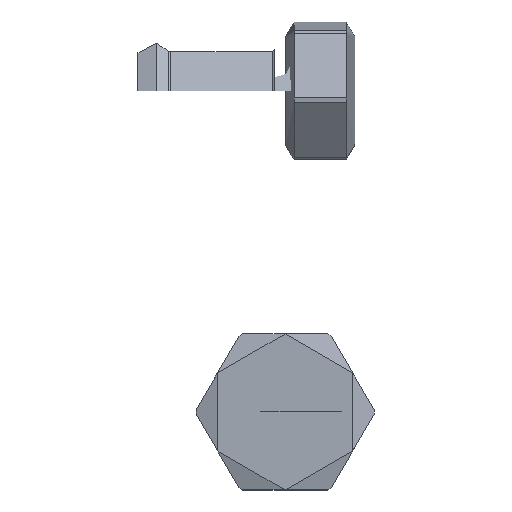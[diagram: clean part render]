
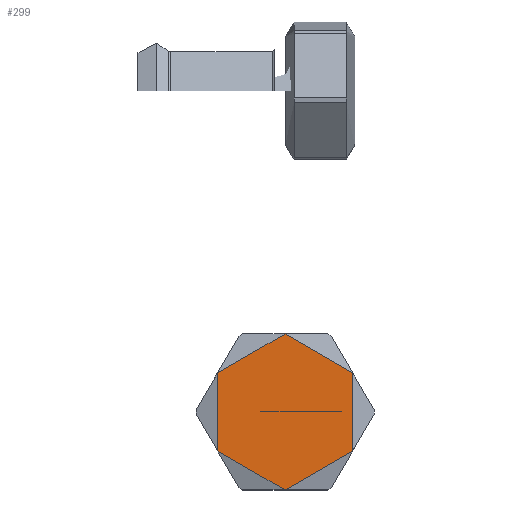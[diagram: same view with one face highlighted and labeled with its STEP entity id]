
A CAD part, front view. The second image highlights one B-rep face of the part: STEP entity #299.
In plain terms, the highlighted free-form (B-spline) face has degree [1, 1] with [2, 2] control points.
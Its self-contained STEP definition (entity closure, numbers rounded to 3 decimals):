
#191 = EDGE_CURVE('',#192,#192,#194,.T.);
#192 = VERTEX_POINT('',#193);
#193 = CARTESIAN_POINT('',(12.925,0.,
    0.));
#194 = ( BOUNDED_CURVE() B_SPLINE_CURVE(2,(#195,#196,#197,#198,#199,#200
,#201,#202,#203),.UNSPECIFIED.,.T.,.F.) B_SPLINE_CURVE_WITH_KNOTS((3,2,2
    ,2,3),(-3.142,-1.571,0.,1.571,
3.142),.UNSPECIFIED.) CURVE() GEOMETRIC_REPRESENTATION_ITEM() 
RATIONAL_B_SPLINE_CURVE((1.,0.707,1.,0.707,1.,
0.707,1.,0.707,1.)) REPRESENTATION_ITEM('') );
#195 = CARTESIAN_POINT('',(12.925,0.,
    0.));
#196 = CARTESIAN_POINT('',(12.925,0.,
    12.925));
#197 = CARTESIAN_POINT('',(0.,0.,
    12.925));
#198 = CARTESIAN_POINT('',(-12.925,0.,
    12.925));
#199 = CARTESIAN_POINT('',(-12.925,0.,
    0.));
#200 = CARTESIAN_POINT('',(-12.925,0.,
    -12.925));
#201 = CARTESIAN_POINT('',(0.,0.,
    -12.925));
#202 = CARTESIAN_POINT('',(12.925,0.,
    -12.925));
#203 = CARTESIAN_POINT('',(12.925,0.,
    0.));
#299 = ADVANCED_FACE('',(#300,#350),#353,.T.);
#300 = FACE_BOUND('',#301,.T.);
#301 = EDGE_LOOP('',(#302,#312,#320,#328,#336,#344));
#302 = ORIENTED_EDGE('',*,*,#303,.F.);
#303 = EDGE_CURVE('',#304,#306,#308,.T.);
#304 = VERTEX_POINT('',#305);
#305 = CARTESIAN_POINT('',(-15.588,0.,-9.));
#306 = VERTEX_POINT('',#307);
#307 = CARTESIAN_POINT('',(-15.588,0.,9.));
#308 = ( BOUNDED_CURVE() B_SPLINE_CURVE(2,(#309,#310,#311),
.UNSPECIFIED.,.F.,.F.) B_SPLINE_CURVE_WITH_KNOTS((3,3),(-0.524,
0.524),.PIECEWISE_BEZIER_KNOTS.) CURVE() 
GEOMETRIC_REPRESENTATION_ITEM() RATIONAL_B_SPLINE_CURVE((1.,
0.866,1.)) REPRESENTATION_ITEM('') );
#309 = CARTESIAN_POINT('',(-15.588,0.,-9.));
#310 = CARTESIAN_POINT('',(-20.785,0.,
    0.));
#311 = CARTESIAN_POINT('',(-15.588,0.,9.));
#312 = ORIENTED_EDGE('',*,*,#313,.F.);
#313 = EDGE_CURVE('',#314,#304,#316,.T.);
#314 = VERTEX_POINT('',#315);
#315 = CARTESIAN_POINT('',(0.,0.,-18.));
#316 = ( BOUNDED_CURVE() B_SPLINE_CURVE(2,(#317,#318,#319),
.UNSPECIFIED.,.F.,.F.) B_SPLINE_CURVE_WITH_KNOTS((3,3),(4.712,
5.76),.PIECEWISE_BEZIER_KNOTS.) CURVE() 
GEOMETRIC_REPRESENTATION_ITEM() RATIONAL_B_SPLINE_CURVE((1.,
0.866,1.)) REPRESENTATION_ITEM('') );
#317 = CARTESIAN_POINT('',(0.,0.,-18.));
#318 = CARTESIAN_POINT('',(-10.392,0.,-18.));
#319 = CARTESIAN_POINT('',(-15.588,0.,-9.));
#320 = ORIENTED_EDGE('',*,*,#321,.F.);
#321 = EDGE_CURVE('',#322,#314,#324,.T.);
#322 = VERTEX_POINT('',#323);
#323 = CARTESIAN_POINT('',(15.588,0.,-9.));
#324 = ( BOUNDED_CURVE() B_SPLINE_CURVE(2,(#325,#326,#327),
.UNSPECIFIED.,.F.,.F.) B_SPLINE_CURVE_WITH_KNOTS((3,3),(3.665,
4.712),.PIECEWISE_BEZIER_KNOTS.) CURVE() 
GEOMETRIC_REPRESENTATION_ITEM() RATIONAL_B_SPLINE_CURVE((1.,
0.866,1.)) REPRESENTATION_ITEM('') );
#325 = CARTESIAN_POINT('',(15.588,0.,-9.));
#326 = CARTESIAN_POINT('',(10.392,0.,-18.));
#327 = CARTESIAN_POINT('',(0.,0.,-18.));
#328 = ORIENTED_EDGE('',*,*,#329,.F.);
#329 = EDGE_CURVE('',#330,#322,#332,.T.);
#330 = VERTEX_POINT('',#331);
#331 = CARTESIAN_POINT('',(15.588,0.,9.));
#332 = ( BOUNDED_CURVE() B_SPLINE_CURVE(2,(#333,#334,#335),
.UNSPECIFIED.,.F.,.F.) B_SPLINE_CURVE_WITH_KNOTS((3,3),(2.618,
3.665),.PIECEWISE_BEZIER_KNOTS.) CURVE() 
GEOMETRIC_REPRESENTATION_ITEM() RATIONAL_B_SPLINE_CURVE((1.,
0.866,1.)) REPRESENTATION_ITEM('') );
#333 = CARTESIAN_POINT('',(15.588,0.,9.));
#334 = CARTESIAN_POINT('',(20.785,0.,
    0.));
#335 = CARTESIAN_POINT('',(15.588,0.,-9.));
#336 = ORIENTED_EDGE('',*,*,#337,.F.);
#337 = EDGE_CURVE('',#338,#330,#340,.T.);
#338 = VERTEX_POINT('',#339);
#339 = CARTESIAN_POINT('',(0.,0.,18.));
#340 = ( BOUNDED_CURVE() B_SPLINE_CURVE(2,(#341,#342,#343),
.UNSPECIFIED.,.F.,.F.) B_SPLINE_CURVE_WITH_KNOTS((3,3),(1.571,
2.618),.PIECEWISE_BEZIER_KNOTS.) CURVE() 
GEOMETRIC_REPRESENTATION_ITEM() RATIONAL_B_SPLINE_CURVE((1.,
0.866,1.)) REPRESENTATION_ITEM('') );
#341 = CARTESIAN_POINT('',(0.,0.,18.));
#342 = CARTESIAN_POINT('',(10.392,0.,18.));
#343 = CARTESIAN_POINT('',(15.588,0.,9.));
#344 = ORIENTED_EDGE('',*,*,#345,.F.);
#345 = EDGE_CURVE('',#306,#338,#346,.T.);
#346 = ( BOUNDED_CURVE() B_SPLINE_CURVE(2,(#347,#348,#349),
.UNSPECIFIED.,.F.,.F.) B_SPLINE_CURVE_WITH_KNOTS((3,3),(0.524,
1.571),.PIECEWISE_BEZIER_KNOTS.) CURVE() 
GEOMETRIC_REPRESENTATION_ITEM() RATIONAL_B_SPLINE_CURVE((1.,
0.866,1.)) REPRESENTATION_ITEM('') );
#347 = CARTESIAN_POINT('',(-15.588,0.,9.));
#348 = CARTESIAN_POINT('',(-10.392,0.,18.));
#349 = CARTESIAN_POINT('',(0.,0.,18.));
#350 = FACE_BOUND('',#351,.T.);
#351 = EDGE_LOOP('',(#352));
#352 = ORIENTED_EDGE('',*,*,#191,.F.);
#353 = B_SPLINE_SURFACE_WITH_KNOTS('',1,1,(
    (#354,#355)
    ,(#356,#357
    )),.UNSPECIFIED.,.F.,.F.,.F.,(2,2),(2,2),(-1.801,1.801),(
    -0.654,3.504),.PIECEWISE_BEZIER_KNOTS.);
#354 = CARTESIAN_POINT('',(-20.795,0.,18.01));
#355 = CARTESIAN_POINT('',(20.795,0.,18.01));
#356 = CARTESIAN_POINT('',(-20.795,0.,-18.01));
#357 = CARTESIAN_POINT('',(20.795,0.,-18.01));
